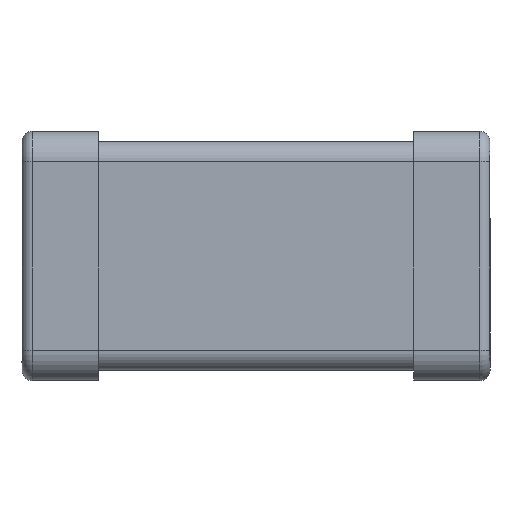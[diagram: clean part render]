
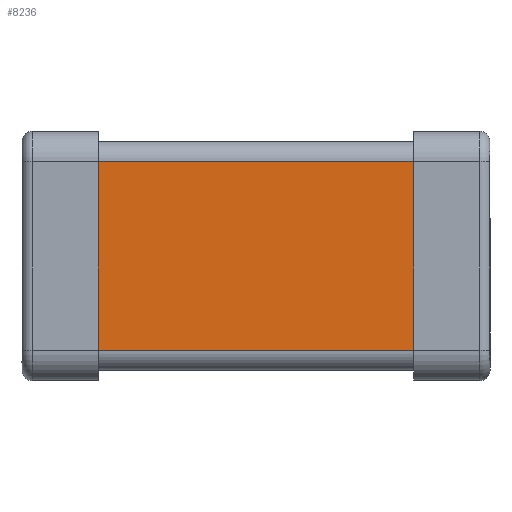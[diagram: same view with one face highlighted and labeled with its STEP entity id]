
A CAD part, left-side view. The second image highlights one B-rep face of the part: STEP entity #8236.
In plain terms, the highlighted planar face has unit normal (-1, 0, 0).
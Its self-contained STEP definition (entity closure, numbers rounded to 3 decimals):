
#427=FACE_OUTER_BOUND('',#869,.T.);
#869=EDGE_LOOP('',(#6021,#6022,#6023,#6024));
#1590=LINE('',#11915,#2504);
#1870=LINE('',#12538,#2784);
#1871=LINE('',#12541,#2785);
#1872=LINE('',#12542,#2786);
#2504=VECTOR('',#9438,37.);
#2784=VECTOR('',#10092,86.);
#2785=VECTOR('',#10095,37.);
#2786=VECTOR('',#10096,86.);
#3449=VERTEX_POINT('',#11912);
#3450=VERTEX_POINT('',#11914);
#3606=VERTEX_POINT('',#12536);
#3607=VERTEX_POINT('',#12540);
#4227=EDGE_CURVE('',#3449,#3450,#1590,.T.);
#4539=EDGE_CURVE('',#3449,#3606,#1870,.T.);
#4540=EDGE_CURVE('',#3607,#3606,#1871,.T.);
#4541=EDGE_CURVE('',#3450,#3607,#1872,.T.);
#6021=ORIENTED_EDGE('',*,*,#4539,.T.);
#6022=ORIENTED_EDGE('',*,*,#4540,.F.);
#6023=ORIENTED_EDGE('',*,*,#4541,.F.);
#6024=ORIENTED_EDGE('',*,*,#4227,.F.);
#7712=PLANE('',#8748);
#8236=ADVANCED_FACE('',(#427),#7712,.T.);
#8748=AXIS2_PLACEMENT_3D('',#12539,#10093,#10094);
#9438=DIRECTION('',(0.,0.,-1.));
#10092=DIRECTION('',(0.,1.,0.));
#10093=DIRECTION('center_axis',(-1.,0.,0.));
#10094=DIRECTION('ref_axis',(0.,0.,1.));
#10095=DIRECTION('',(0.,0.,1.));
#10096=DIRECTION('',(0.,1.,0.));
#11912=CARTESIAN_POINT('',(-82.,-43.,41.));
#11914=CARTESIAN_POINT('',(-82.,-43.,4.));
#11915=CARTESIAN_POINT('',(-82.,-43.,4.));
#12536=CARTESIAN_POINT('',(-82.,43.,41.));
#12538=CARTESIAN_POINT('',(-82.,0.,41.));
#12539=CARTESIAN_POINT('Origin',(-82.,0.,4.));
#12540=CARTESIAN_POINT('',(-82.,43.,4.));
#12541=CARTESIAN_POINT('',(-82.,43.,4.));
#12542=CARTESIAN_POINT('',(-82.,0.,4.));
